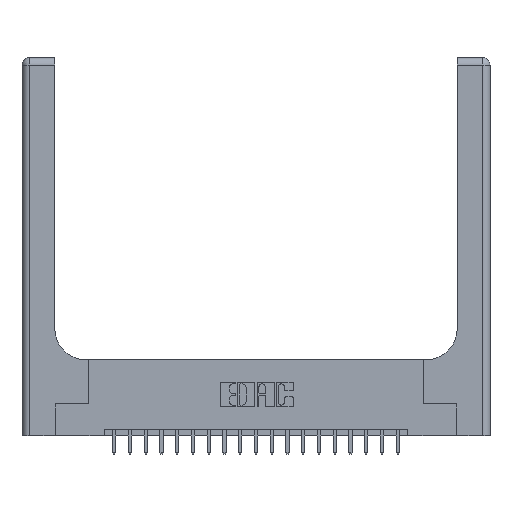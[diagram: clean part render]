
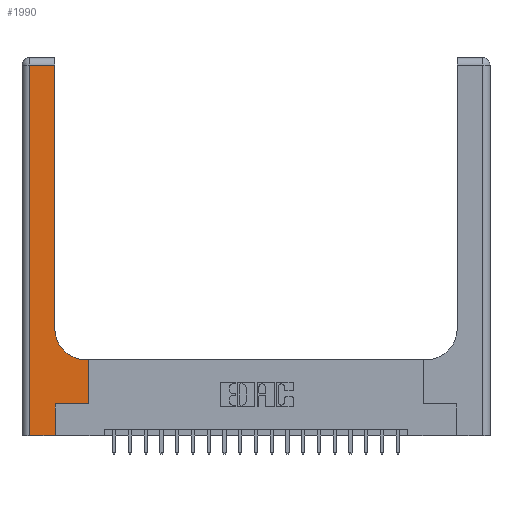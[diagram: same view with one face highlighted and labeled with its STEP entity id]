
A CAD part, top view. The second image highlights one B-rep face of the part: STEP entity #1990.
In plain terms, the highlighted planar face has unit normal (0, 0, 1).
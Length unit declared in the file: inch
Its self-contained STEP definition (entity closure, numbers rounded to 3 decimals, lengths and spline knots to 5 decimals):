
#296 = LINE ( 'NONE', #12432, #20058 ) ;
#323 = VERTEX_POINT ( 'NONE', #16956 ) ;
#562 = DIRECTION ( 'NONE',  ( 1., 0., 0. ) ) ;
#901 = VERTEX_POINT ( 'NONE', #19986 ) ;
#972 = VECTOR ( 'NONE', #3905, 39.37008 ) ;
#1349 = ORIENTED_EDGE ( 'NONE', *, *, #5298, .T. ) ;
#1607 = LINE ( 'NONE', #3760, #12891 ) ;
#1624 = DIRECTION ( 'NONE',  ( -1., 0., 0. ) ) ;
#1990 = ADVANCED_FACE ( 'NONE', ( #15301 ), #10216, .F. ) ;
#2006 = LINE ( 'NONE', #4948, #5773 ) ;
#3760 = CARTESIAN_POINT ( 'NONE',  ( 0.06, 3., 0.37 ) ) ;
#3905 = DIRECTION ( 'NONE',  ( 1., 0., 0. ) ) ;
#4139 = EDGE_CURVE ( 'NONE', #14578, #10553, #18010, .T. ) ;
#4252 = LINE ( 'NONE', #15362, #972 ) ;
#4336 = VECTOR ( 'NONE', #9711, 39.37008 ) ;
#4388 = ORIENTED_EDGE ( 'NONE', *, *, #15326, .T. ) ;
#4525 = ORIENTED_EDGE ( 'NONE', *, *, #9609, .T. ) ;
#4547 = CARTESIAN_POINT ( 'NONE',  ( 0.06, 2.94, 0.37 ) ) ;
#4929 = ORIENTED_EDGE ( 'NONE', *, *, #13998, .T. ) ;
#4948 = CARTESIAN_POINT ( 'NONE',  ( 0., 0., 0.37 ) ) ;
#5242 = DIRECTION ( 'NONE',  ( -1., 0., 0. ) ) ;
#5298 = EDGE_CURVE ( 'NONE', #15523, #14578, #296, .T. ) ;
#5361 = CARTESIAN_POINT ( 'NONE',  ( 0.26, 2.94, 0.37 ) ) ;
#5474 = ORIENTED_EDGE ( 'NONE', *, *, #13432, .T. ) ;
#5715 = CARTESIAN_POINT ( 'NONE',  ( 0., 3., 0.37 ) ) ;
#5773 = VECTOR ( 'NONE', #562, 39.37008 ) ;
#6105 = VERTEX_POINT ( 'NONE', #11417 ) ;
#6497 = CARTESIAN_POINT ( 'NONE',  ( 0.528, 0.25, 0.37 ) ) ;
#7118 = VECTOR ( 'NONE', #9428, 39.37008 ) ;
#7718 = CARTESIAN_POINT ( 'NONE',  ( 0.265, 0., 0.37 ) ) ;
#7779 = ORIENTED_EDGE ( 'NONE', *, *, #13283, .T. ) ;
#8083 = VERTEX_POINT ( 'NONE', #16779 ) ;
#9070 = DIRECTION ( 'NONE',  ( -1., 0., 0. ) ) ;
#9105 = LINE ( 'NONE', #6497, #4336 ) ;
#9428 = DIRECTION ( 'NONE',  ( 0., 1., 0. ) ) ;
#9609 = EDGE_CURVE ( 'NONE', #8083, #13598, #10729, .T. ) ;
#9711 = DIRECTION ( 'NONE',  ( 0., 1., 0. ) ) ;
#9728 = ORIENTED_EDGE ( 'NONE', *, *, #15007, .T. ) ;
#9752 = DIRECTION ( 'NONE',  ( 0., 0., -1. ) ) ;
#10216 = PLANE ( 'NONE',  #19650 ) ;
#10492 = VERTEX_POINT ( 'NONE', #13823 ) ;
#10553 = VERTEX_POINT ( 'NONE', #4547 ) ;
#10602 = CIRCLE ( 'NONE', #11684, 0.25 ) ;
#10729 = LINE ( 'NONE', #18488, #11203 ) ;
#11203 = VECTOR ( 'NONE', #9070, 39.37008 ) ;
#11417 = CARTESIAN_POINT ( 'NONE',  ( 0.06, 0., 0.37 ) ) ;
#11684 = AXIS2_PLACEMENT_3D ( 'NONE', #19284, #9752, #19636 ) ;
#11757 = EDGE_CURVE ( 'NONE', #10553, #6105, #1607, .T. ) ;
#11974 = DIRECTION ( 'NONE',  ( 0., -1., 0. ) ) ;
#12432 = CARTESIAN_POINT ( 'NONE',  ( 0.26, 3., 0.37 ) ) ;
#12603 = ORIENTED_EDGE ( 'NONE', *, *, #4139, .T. ) ;
#12891 = VECTOR ( 'NONE', #11974, 39.37008 ) ;
#12989 = CARTESIAN_POINT ( 'NONE',  ( 0.26, 0.85, 0.37 ) ) ;
#13283 = EDGE_CURVE ( 'NONE', #323, #10492, #14094, .T. ) ;
#13432 = EDGE_CURVE ( 'NONE', #901, #8083, #9105, .T. ) ;
#13598 = VERTEX_POINT ( 'NONE', #19649 ) ;
#13823 = CARTESIAN_POINT ( 'NONE',  ( 0.265, 0.25, 0.37 ) ) ;
#13924 = DIRECTION ( 'NONE',  ( 0., 1., 0. ) ) ;
#13998 = EDGE_CURVE ( 'NONE', #13598, #15523, #10602, .T. ) ;
#14094 = LINE ( 'NONE', #7718, #7118 ) ;
#14578 = VERTEX_POINT ( 'NONE', #5361 ) ;
#14648 = ORIENTED_EDGE ( 'NONE', *, *, #11757, .T. ) ;
#15007 = EDGE_CURVE ( 'NONE', #6105, #323, #2006, .T. ) ;
#15301 = FACE_OUTER_BOUND ( 'NONE', #17602, .T. ) ;
#15326 = EDGE_CURVE ( 'NONE', #10492, #901, #4252, .T. ) ;
#15362 = CARTESIAN_POINT ( 'NONE',  ( 0.265, 0.25, 0.37 ) ) ;
#15523 = VERTEX_POINT ( 'NONE', #12989 ) ;
#16779 = CARTESIAN_POINT ( 'NONE',  ( 0.528, 0.6, 0.37 ) ) ;
#16956 = CARTESIAN_POINT ( 'NONE',  ( 0.265, 0., 0.37 ) ) ;
#17602 = EDGE_LOOP ( 'NONE', ( #1349, #12603, #14648, #9728, #7779, #4388, #5474, #4525, #4929 ) ) ;
#18010 = LINE ( 'NONE', #19540, #19490 ) ;
#18488 = CARTESIAN_POINT ( 'NONE',  ( 0.26, 0.6, 0.37 ) ) ;
#19284 = CARTESIAN_POINT ( 'NONE',  ( 0.51, 0.85, 0.37 ) ) ;
#19490 = VECTOR ( 'NONE', #5242, 39.37008 ) ;
#19540 = CARTESIAN_POINT ( 'NONE',  ( 0., 2.94, 0.37 ) ) ;
#19636 = DIRECTION ( 'NONE',  ( 1., 0., 0. ) ) ;
#19649 = CARTESIAN_POINT ( 'NONE',  ( 0.51, 0.6, 0.37 ) ) ;
#19650 = AXIS2_PLACEMENT_3D ( 'NONE', #5715, #20422, #1624 ) ;
#19986 = CARTESIAN_POINT ( 'NONE',  ( 0.528, 0.25, 0.37 ) ) ;
#20058 = VECTOR ( 'NONE', #13924, 39.37008 ) ;
#20422 = DIRECTION ( 'NONE',  ( 0., 0., -1. ) ) ;
